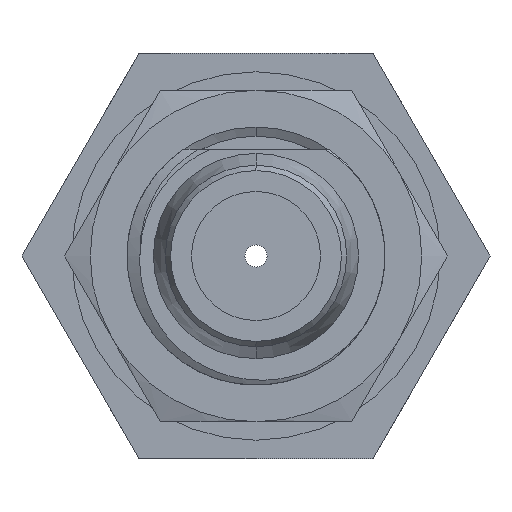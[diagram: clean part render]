
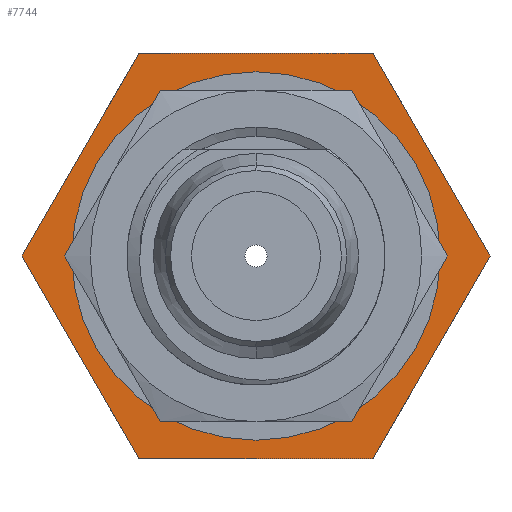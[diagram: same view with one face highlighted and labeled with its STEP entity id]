
A CAD part, left-side view. The second image highlights one B-rep face of the part: STEP entity #7744.
In plain terms, the highlighted planar face has unit normal (-1, 0, 0).
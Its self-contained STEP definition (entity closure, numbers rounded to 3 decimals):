
#5 = LINE ( 'NONE', #7022, #8661 ) ;
#136 = VERTEX_POINT ( 'NONE', #941 ) ;
#165 = VERTEX_POINT ( 'NONE', #3391 ) ;
#253 = AXIS2_PLACEMENT_3D ( 'NONE', #463, #3919, #8101 ) ;
#323 = DIRECTION ( 'NONE',  ( 0., 0.5, 0.866 ) ) ;
#343 = CARTESIAN_POINT ( 'NONE',  ( 15.1, 7.5, 0. ) ) ;
#438 = CARTESIAN_POINT ( 'NONE',  ( 15.1, -6.351, 0. ) ) ;
#463 = CARTESIAN_POINT ( 'NONE',  ( 15.1, 0., 0. ) ) ;
#737 = VERTEX_POINT ( 'NONE', #7563 ) ;
#941 = CARTESIAN_POINT ( 'NONE',  ( 15.1, 6.351, 0. ) ) ;
#1035 = DIRECTION ( 'NONE',  ( 0., -0.5, 0.866 ) ) ;
#1348 = CARTESIAN_POINT ( 'NONE',  ( 15.1, -6.351, 0. ) ) ;
#1452 = CARTESIAN_POINT ( 'NONE',  ( 15.1, 6.351, 0. ) ) ;
#1520 = VECTOR ( 'NONE', #4809, 1000. ) ;
#1558 = DIRECTION ( 'NONE',  ( 0., 0., 1. ) ) ;
#1918 = EDGE_LOOP ( 'NONE', ( #10514, #7252, #7145, #3055, #10886, #7484 ) ) ;
#1982 = VERTEX_POINT ( 'NONE', #8498 ) ;
#2225 = EDGE_CURVE ( 'NONE', #10079, #1982, #5, .T. ) ;
#2448 = EDGE_CURVE ( 'NONE', #165, #737, #9015, .T. ) ;
#3055 = ORIENTED_EDGE ( 'NONE', *, *, #10429, .T. ) ;
#3142 = CARTESIAN_POINT ( 'NONE',  ( 15.1, 3.175, 5.5 ) ) ;
#3169 = LINE ( 'NONE', #3953, #1520 ) ;
#3233 = VERTEX_POINT ( 'NONE', #7386 ) ;
#3316 = DIRECTION ( 'NONE',  ( -1., 0., 0. ) ) ;
#3391 = CARTESIAN_POINT ( 'NONE',  ( 15.1, 0., 4.05 ) ) ;
#3746 = FACE_OUTER_BOUND ( 'NONE', #1918, .T. ) ;
#3919 = DIRECTION ( 'NONE',  ( -1., 0., 0. ) ) ;
#3953 = CARTESIAN_POINT ( 'NONE',  ( 15.1, -3.175, 5.5 ) ) ;
#4149 = AXIS2_PLACEMENT_3D ( 'NONE', #5926, #3316, #1558 ) ;
#4181 = EDGE_CURVE ( 'NONE', #737, #165, #5163, .T. ) ;
#4369 = EDGE_LOOP ( 'NONE', ( #7238, #6595 ) ) ;
#4406 = EDGE_CURVE ( 'NONE', #3233, #5004, #3169, .T. ) ;
#4742 = CARTESIAN_POINT ( 'NONE',  ( 15.1, 3.175, 5.5 ) ) ;
#4809 = DIRECTION ( 'NONE',  ( 0., 1., 0. ) ) ;
#4927 = AXIS2_PLACEMENT_3D ( 'NONE', #343, #7987, #7205 ) ;
#5004 = VERTEX_POINT ( 'NONE', #3142 ) ;
#5163 = CIRCLE ( 'NONE', #253, 4.05 ) ;
#5448 = VECTOR ( 'NONE', #1035, 1000. ) ;
#5649 = LINE ( 'NONE', #4742, #10885 ) ;
#5926 = CARTESIAN_POINT ( 'NONE',  ( 15.1, 0., 0. ) ) ;
#6100 = CARTESIAN_POINT ( 'NONE',  ( 15.1, -3.175, -5.5 ) ) ;
#6193 = VECTOR ( 'NONE', #323, 1000. ) ;
#6248 = FACE_BOUND ( 'NONE', #4369, .T. ) ;
#6595 = ORIENTED_EDGE ( 'NONE', *, *, #4181, .F. ) ;
#7022 = CARTESIAN_POINT ( 'NONE',  ( 15.1, 3.175, -5.5 ) ) ;
#7145 = ORIENTED_EDGE ( 'NONE', *, *, #2225, .T. ) ;
#7205 = DIRECTION ( 'NONE',  ( 0., 0., -1. ) ) ;
#7212 = EDGE_CURVE ( 'NONE', #5004, #136, #5649, .T. ) ;
#7238 = ORIENTED_EDGE ( 'NONE', *, *, #2448, .F. ) ;
#7252 = ORIENTED_EDGE ( 'NONE', *, *, #9730, .T. ) ;
#7386 = CARTESIAN_POINT ( 'NONE',  ( 15.1, -3.175, 5.5 ) ) ;
#7484 = ORIENTED_EDGE ( 'NONE', *, *, #4406, .T. ) ;
#7563 = CARTESIAN_POINT ( 'NONE',  ( 15.1, 0., -4.05 ) ) ;
#7744 = ADVANCED_FACE ( 'NONE', ( #6248, #3746 ), #9692, .F. ) ;
#7987 = DIRECTION ( 'NONE',  ( 1., 0., 0. ) ) ;
#8071 = DIRECTION ( 'NONE',  ( 0., 0.5, -0.866 ) ) ;
#8101 = DIRECTION ( 'NONE',  ( 0., 0., 1. ) ) ;
#8498 = CARTESIAN_POINT ( 'NONE',  ( 15.1, -3.175, -5.5 ) ) ;
#8661 = VECTOR ( 'NONE', #10522, 1000. ) ;
#8671 = EDGE_CURVE ( 'NONE', #8896, #3233, #10750, .T. ) ;
#8896 = VERTEX_POINT ( 'NONE', #438 ) ;
#9015 = CIRCLE ( 'NONE', #4149, 4.05 ) ;
#9389 = CARTESIAN_POINT ( 'NONE',  ( 15.1, 3.175, -5.5 ) ) ;
#9692 = PLANE ( 'NONE',  #4927 ) ;
#9730 = EDGE_CURVE ( 'NONE', #136, #10079, #10791, .T. ) ;
#9942 = DIRECTION ( 'NONE',  ( 0., -0.5, -0.866 ) ) ;
#10079 = VERTEX_POINT ( 'NONE', #9389 ) ;
#10429 = EDGE_CURVE ( 'NONE', #1982, #8896, #10662, .T. ) ;
#10514 = ORIENTED_EDGE ( 'NONE', *, *, #7212, .T. ) ;
#10522 = DIRECTION ( 'NONE',  ( 0., -1., 0. ) ) ;
#10662 = LINE ( 'NONE', #6100, #5448 ) ;
#10750 = LINE ( 'NONE', #1348, #6193 ) ;
#10791 = LINE ( 'NONE', #1452, #10894 ) ;
#10885 = VECTOR ( 'NONE', #8071, 1000. ) ;
#10886 = ORIENTED_EDGE ( 'NONE', *, *, #8671, .T. ) ;
#10894 = VECTOR ( 'NONE', #9942, 1000. ) ;
